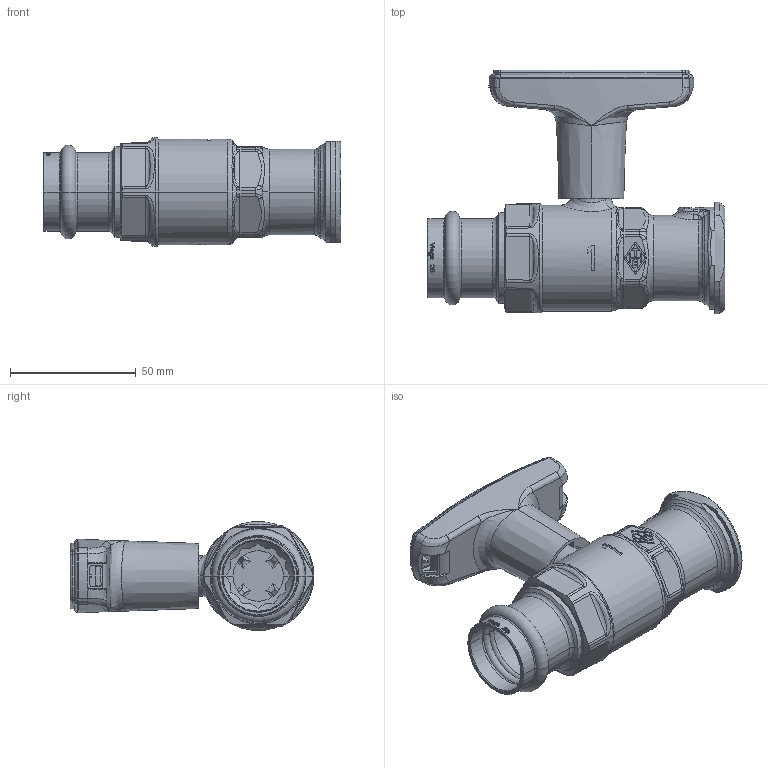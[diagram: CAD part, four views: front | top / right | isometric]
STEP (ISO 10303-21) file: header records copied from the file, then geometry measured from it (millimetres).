
FILE_DESCRIPTION((''),'2;1');
FILE_NAME('0632-28-000_SW0001','2014-05-23T',('marann'),(''),'PRO/ENGINEER BY PARAMETRIC TECHNOLOGY CORPORATION, 2011490','PRO/ENGINEER BY PARAMETRIC TECHNOLOGY CORPORATION, 2011490','');
FILE_SCHEMA(('CONFIG_CONTROL_DESIGN'));
Length unit declared in the file: millimetre
Products named in the file (1): 0632-28-000_SW0001
Bounding box: 118.2 x 96.8 x 43.33 mm (x, y, z)
Volume: 85340 mm3; surface area: 65772 mm2
Topology: 2 solids, 5 shells, 2439 faces, 6580 edges, 4228 vertices
Faces by surface type: plane 1508, cylinder 418, bspline 217, torus 139, cone 137, sphere 10, extrusion 10
Entity records: 95415 total; most frequent: CARTESIAN_POINT 36519, ORIENTED_EDGE 13158, DIRECTION 11045, EDGE_CURVE 6579, VERTEX_POINT 4228, VECTOR 3843, LINE 3833, AXIS2_PLACEMENT_3D 3601
